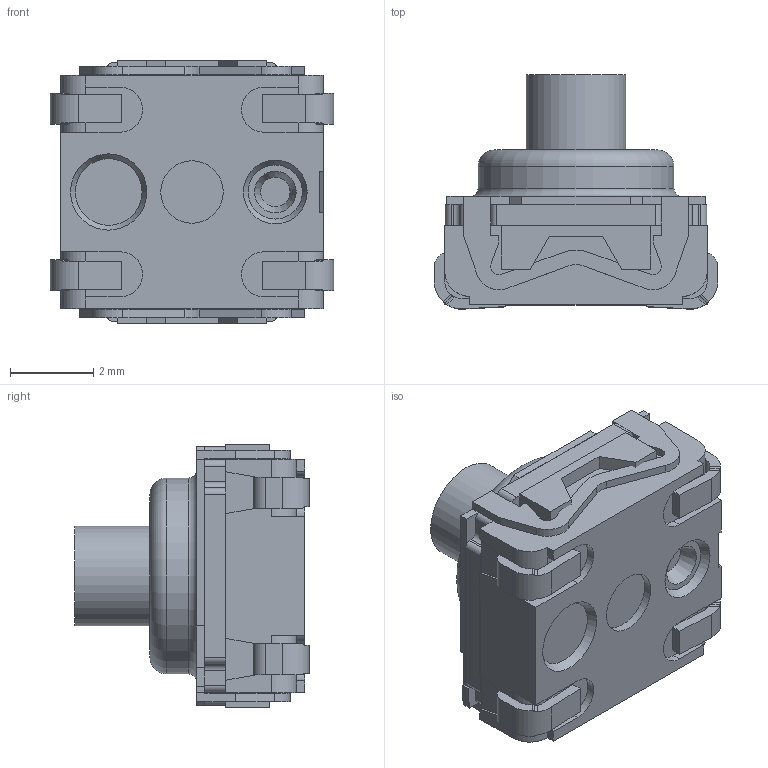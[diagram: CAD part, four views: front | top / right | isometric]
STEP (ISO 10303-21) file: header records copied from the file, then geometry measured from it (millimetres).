
FILE_DESCRIPTION(/* description */ ('STEP AP214'),/* implementation_level */ '2;1');
FILE_NAME(/* name */ 'KSC521JROHS',/* time_stamp */ '2024-04-29T09:17:03+02:00',/* author */ ('License CC BY-ND 4.0'),/* organization */ ('CADENAS'),/* preprocessor_version */ 'ST-DEVELOPER v19.3',/* originating_system */ 'PARTsolutions',/* authorisation */ ' ');
FILE_SCHEMA (('AUTOMOTIVE_DESIGN {1 0 10303 214 3 1 1}'));
Length unit declared in the file: millimetre
Products named in the file (5): KSC521JROHS; KSC5_body; KSC5_button; KSC5_cover; KSC51J_pin
Assembly tree (7 placements, depth 2):
  KSC521JROHS
    KSC5_body
    KSC5_button
    KSC5_cover
    KSC51J_pin  x4
Bounding box: 6.8 x 5.62 x 6.3 mm (x, y, z)
Volume: 120.8 mm3; surface area: 369.1 mm2
Topology: 7 solids, 7 shells, 278 faces, 778 edges, 517 vertices
Faces by surface type: plane 204, cylinder 69, cone 3, torus 2
Full cylindrical faces by diameter (mm): 1.5 x1, 2.4 x1, 3.05 x2, 4.7 x1
Entity records: 7313 total; most frequent: CARTESIAN_POINT 1299, ORIENTED_EDGE 1246, DIRECTION 1179, EDGE_CURVE 623, LINE 515, VECTOR 515, VERTEX_POINT 420, AXIS2_PLACEMENT_3D 332
